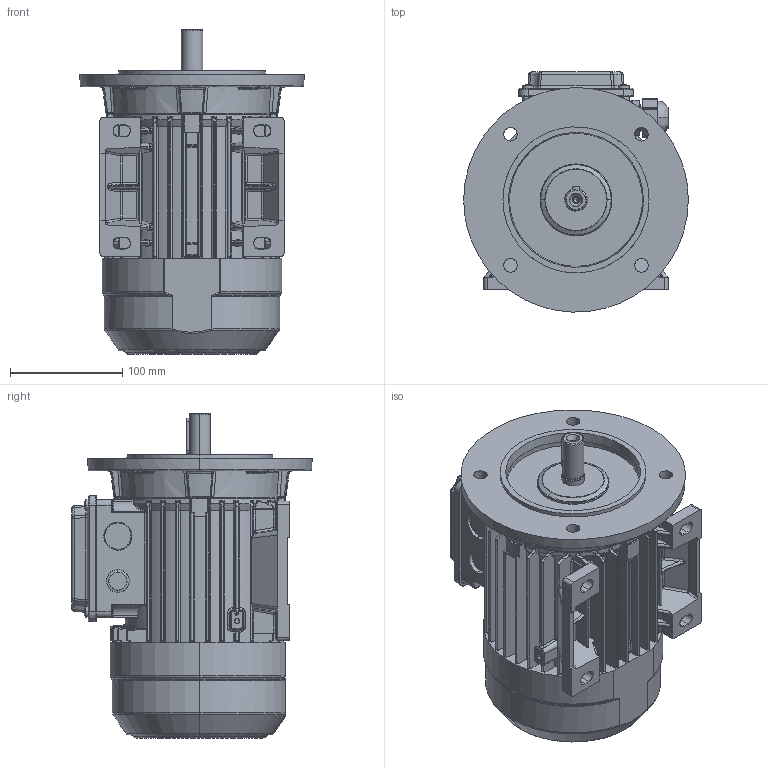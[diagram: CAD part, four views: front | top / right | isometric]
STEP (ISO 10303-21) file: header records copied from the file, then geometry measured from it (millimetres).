
FILE_DESCRIPTION (( 'STEP AP214' ), '1' );
FILE_NAME ('A-80M-B35-T_WOL.STEP', '2019-08-19T11:55:42', ( '' ), ( '' ), 'SwSTEP 2.0', 'SolidWorks 2018', '' );
FILE_SCHEMA (( 'AUTOMOTIVE_DESIGN' ));
Products named in the file (1): A-80M-B35-T_WOL
Bounding box: 199.95 x 213.93 x 289 mm (x, y, z)
Volume: 4666014 mm3; surface area: 345895.5 mm2
Topology: 3 solids, 3 shells, 2287 faces, 6027 edges, 3706 vertices
Faces by surface type: bspline 849, cylinder 659, plane 569, cone 210
Entity records: 154055 total; most frequent: CARTESIAN_POINT 108117, ORIENTED_EDGE 11874, DIRECTION 6494, EDGE_CURVE 5937, VERTEX_POINT 3706, B_SPLINE_CURVE_WITH_KNOTS 2494, AXIS2_PLACEMENT_3D 2372, EDGE_LOOP 2355
